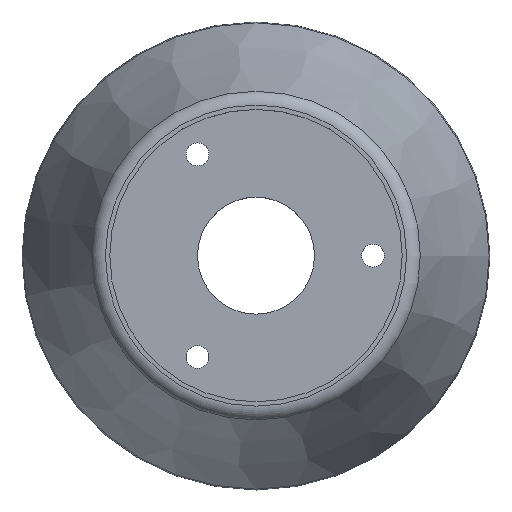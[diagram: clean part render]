
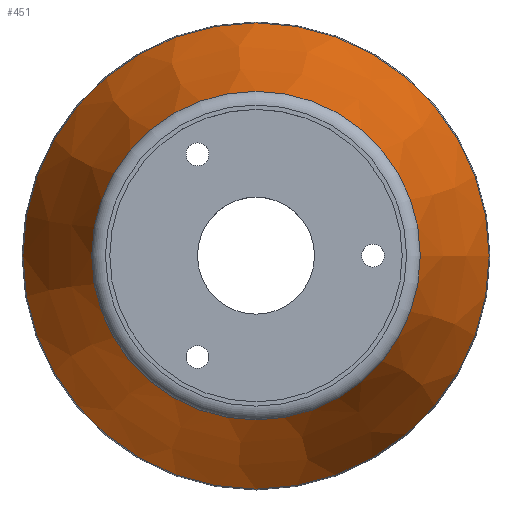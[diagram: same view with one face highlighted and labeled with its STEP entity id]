
A CAD part, top view. The second image highlights one B-rep face of the part: STEP entity #451.
In plain terms, the highlighted conical face has half-angle 19.654 degrees and reference radius 34.925 mm.
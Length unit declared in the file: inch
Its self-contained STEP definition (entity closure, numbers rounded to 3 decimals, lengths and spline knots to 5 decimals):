
#21=CONICAL_SURFACE('',#503,1.375,0.343);
#73=FACE_OUTER_BOUND('',#103,.T.);
#103=EDGE_LOOP('',(#341,#342,#343,#344,#345,#346));
#136=LINE('',#874,#155);
#155=VECTOR('',#591,1.375);
#182=CIRCLE('',#504,1.99272);
#183=CIRCLE('',#505,1.99272);
#184=CIRCLE('',#506,1.40463);
#185=CIRCLE('',#507,1.40463);
#219=VERTEX_POINT('',#869);
#220=VERTEX_POINT('',#870);
#221=VERTEX_POINT('',#873);
#222=VERTEX_POINT('',#875);
#268=EDGE_CURVE('',#219,#220,#182,.T.);
#269=EDGE_CURVE('',#220,#219,#183,.T.);
#270=EDGE_CURVE('',#219,#221,#136,.T.);
#271=EDGE_CURVE('',#221,#222,#184,.T.);
#272=EDGE_CURVE('',#222,#221,#185,.T.);
#341=ORIENTED_EDGE('',*,*,#268,.T.);
#342=ORIENTED_EDGE('',*,*,#269,.T.);
#343=ORIENTED_EDGE('',*,*,#270,.T.);
#344=ORIENTED_EDGE('',*,*,#271,.T.);
#345=ORIENTED_EDGE('',*,*,#272,.T.);
#346=ORIENTED_EDGE('',*,*,#270,.F.);
#451=ADVANCED_FACE('',(#73),#21,.T.);
#503=AXIS2_PLACEMENT_3D('',#868,#585,#586);
#504=AXIS2_PLACEMENT_3D('',#871,#587,#588);
#505=AXIS2_PLACEMENT_3D('',#872,#589,#590);
#506=AXIS2_PLACEMENT_3D('',#876,#592,#593);
#507=AXIS2_PLACEMENT_3D('',#877,#594,#595);
#585=DIRECTION('center_axis',(0.,0.,-1.));
#586=DIRECTION('ref_axis',(-1.,0.,0.));
#587=DIRECTION('center_axis',(0.,0.,1.));
#588=DIRECTION('ref_axis',(1.,0.,0.));
#589=DIRECTION('center_axis',(0.,0.,1.));
#590=DIRECTION('ref_axis',(1.,0.,0.));
#591=DIRECTION('',(-0.336,0.,0.942));
#592=DIRECTION('center_axis',(0.,0.,-1.));
#593=DIRECTION('ref_axis',(-1.,0.,0.));
#594=DIRECTION('center_axis',(0.,0.,-1.));
#595=DIRECTION('ref_axis',(-1.,0.,0.));
#868=CARTESIAN_POINT('Origin',(0.,0.,3.));
#869=CARTESIAN_POINT('',(1.99272,0.,1.27039));
#870=CARTESIAN_POINT('',(-1.99272,0.,1.27039));
#871=CARTESIAN_POINT('Origin',(0.,0.,1.27039));
#872=CARTESIAN_POINT('Origin',(0.,0.,1.27039));
#873=CARTESIAN_POINT('',(1.40463,0.,2.91704));
#874=CARTESIAN_POINT('',(1.375,0.,3.));
#875=CARTESIAN_POINT('',(-1.40463,0.,2.91704));
#876=CARTESIAN_POINT('Origin',(0.,0.,2.91704));
#877=CARTESIAN_POINT('Origin',(0.,0.,2.91704));
